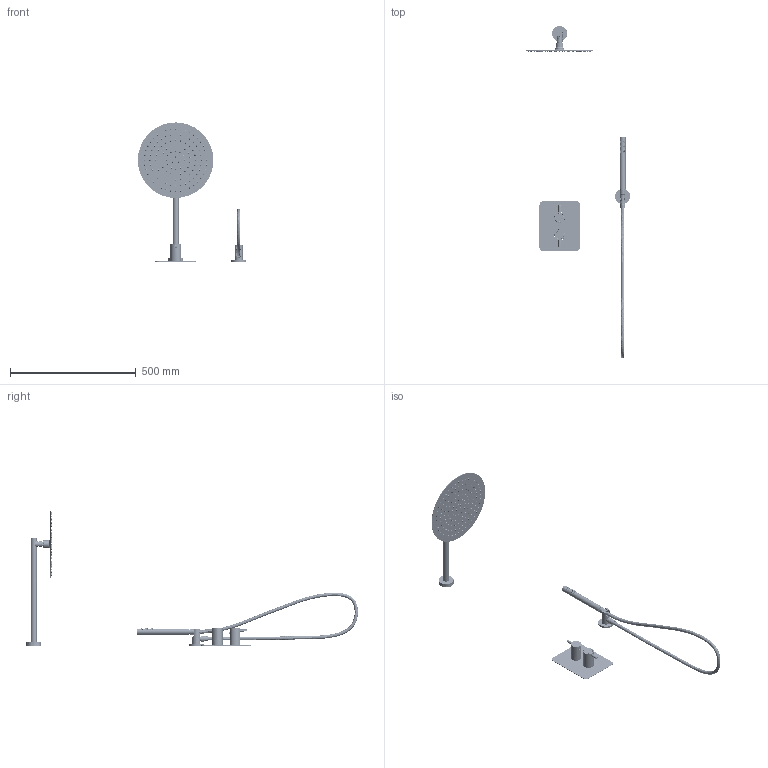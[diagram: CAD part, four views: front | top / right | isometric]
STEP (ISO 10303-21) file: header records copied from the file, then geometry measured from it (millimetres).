
FILE_DESCRIPTION (( 'STEP AP203' ), '1' );
FILE_NAME ('39DP09479.STEP', '2025-08-25T08:51:15', ( '' ), ( '' ), 'SwSTEP 2.0', 'SolidWorks 2021', '' );
FILE_SCHEMA (( 'CONFIG_CONTROL_DESIGN' ));
Products named in the file (1): 39DP09479
Bounding box: 430 x 1318.56 x 552.72 mm (x, y, z)
Surface area: 718940.6 mm2 (no closed solid volume)
Topology: 0 solids, 27 shells, 3152 faces, 7433 edges, 5005 vertices
Faces by surface type: plane 955, bspline 941, cylinder 763, cone 442, torus 39, sphere 12
Full cylindrical faces by diameter (mm): 1.2 x132, 3.1 x4, 3.3 x3, 4 x265, 4.15 x2, 4.65 x2, 5.8 x132, 7 x1, 9.8 x1, 10 x2, 10.2 x2, 14 x1, 15 x2, 16.182 x1, 16.45 x2, 18 x4, 18.1 x1, 18.7 x1, 18.968 x1, 19 x1, 19.1 x4, 20 x1, 20.45 x3, 20.8 x1, 21 x3, 21.268 x1, 21.3 x1, 23 x2, 23.5 x1, 24 x2
Entity records: 125349 total; most frequent: CARTESIAN_POINT 66998, DIRECTION 10609, ORIENTED_EDGE 10050, EDGE_LOOP 6083, EDGE_CURVE 5027, AXIS2_PLACEMENT_3D 4809, FACE_OUTER_BOUND 4437, VERTEX_POINT 4302
